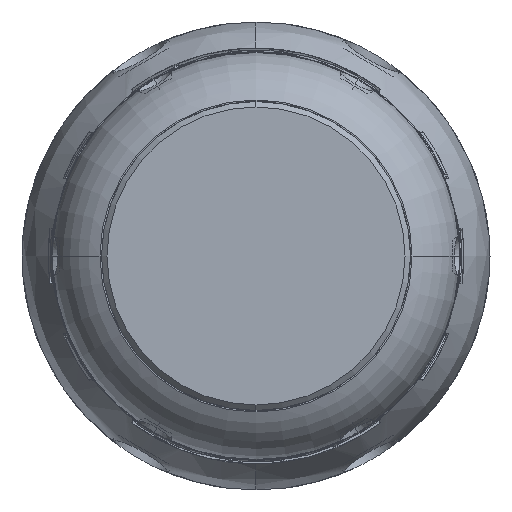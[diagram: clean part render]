
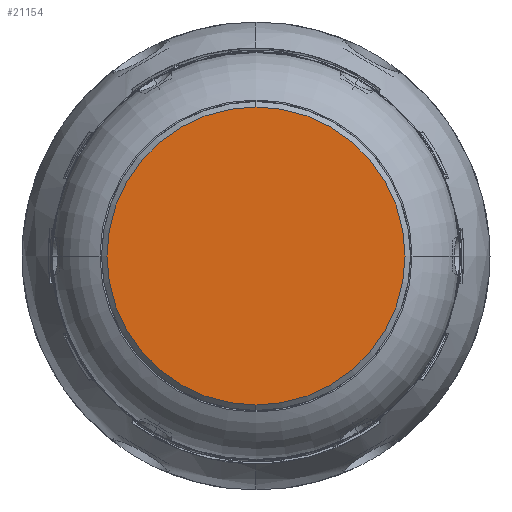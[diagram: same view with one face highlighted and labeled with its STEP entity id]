
A CAD part, left-side view. The second image highlights one B-rep face of the part: STEP entity #21154.
In plain terms, the highlighted planar face has unit normal (-1, 0, 0).
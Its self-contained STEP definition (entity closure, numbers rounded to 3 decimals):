
#21070=CARTESIAN_POINT('',(-391.444,0.,0.));
#21071=DIRECTION('',(-1.,0.,0.));
#21072=DIRECTION('',(0.,0.,-1.));
#21073=AXIS2_PLACEMENT_3D('',#21070,#21071,#21072);
#21122=CARTESIAN_POINT('',(-391.444,0.,0.));
#21123=DIRECTION('',(1.,0.,0.));
#21124=DIRECTION('',(0.,0.,-1.));
#21125=AXIS2_PLACEMENT_3D('',#21122,#21123,#21124);
#21131=CARTESIAN_POINT('',(-391.444,0.,-21.975));
#21132=CARTESIAN_POINT('',(-391.444,0.,21.975));
#21133=VERTEX_POINT('',#21131);
#21134=VERTEX_POINT('',#21132);
#21143=CARTESIAN_POINT('',(-391.444,0.,0.));
#21144=DIRECTION('',(-1.,0.,0.));
#21145=DIRECTION('',(0.,0.,1.));
#21146=AXIS2_PLACEMENT_3D('',#21143,#21144,#21145);
#21147=PLANE('',#21146);
#21149=ORIENTED_EDGE('',*,*,#21148,.F.);
#21151=ORIENTED_EDGE('',*,*,#21150,.T.);
#21152=EDGE_LOOP('',(#21149,#21151));
#21153=FACE_OUTER_BOUND('',#21152,.F.);
#21154=ADVANCED_FACE('',(#21153),#21147,.T.);
#21074=CIRCLE('',#21073,21.975);
#21126=CIRCLE('',#21125,21.975);
#21148=EDGE_CURVE('',#21133,#21134,#21074,.T.);
#21150=EDGE_CURVE('',#21133,#21134,#21126,.T.);
